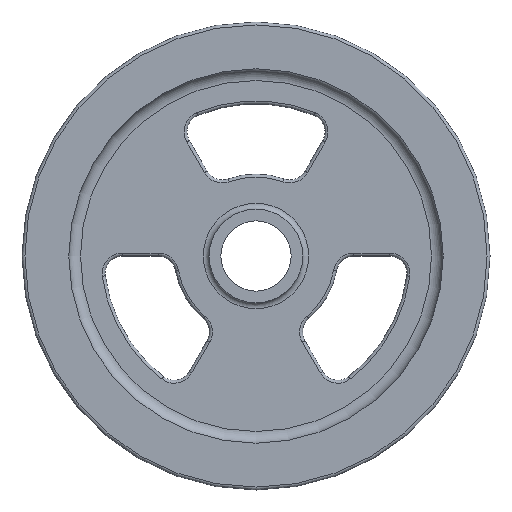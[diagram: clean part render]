
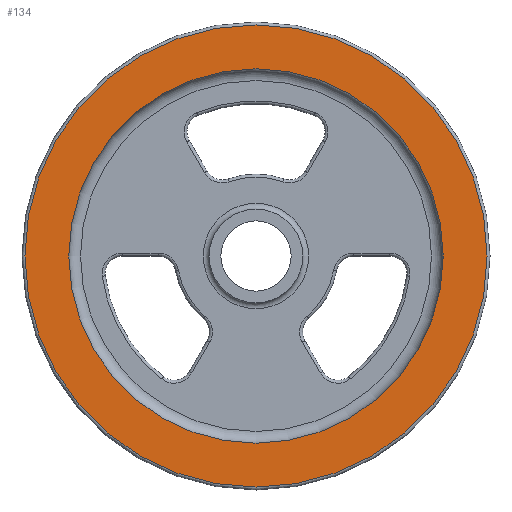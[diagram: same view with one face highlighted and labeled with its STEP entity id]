
A CAD part, front view. The second image highlights one B-rep face of the part: STEP entity #134.
In plain terms, the highlighted planar face has unit normal (0, -1, 0).
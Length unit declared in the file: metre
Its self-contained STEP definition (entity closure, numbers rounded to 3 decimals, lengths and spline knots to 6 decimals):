
#134 = ADVANCED_FACE( '', ( #348, #349 ), #350, .T. );
#348 = FACE_OUTER_BOUND( '', #665, .T. );
#349 = FACE_BOUND( '', #666, .T. );
#350 = PLANE( '', #667 );
#665 = EDGE_LOOP( '', ( #1013 ) );
#666 = EDGE_LOOP( '', ( #1014 ) );
#667 = AXIS2_PLACEMENT_3D( '', #1015, #1016, #1017 );
#1013 = ORIENTED_EDGE( '', *, *, #1745, .T. );
#1014 = ORIENTED_EDGE( '', *, *, #1746, .F. );
#1015 = CARTESIAN_POINT( '', ( 0., -0.00762, 0. ) );
#1016 = DIRECTION( '', ( 0., -1., 0. ) );
#1017 = DIRECTION( '', ( 1., 0., 0. ) );
#1745 = EDGE_CURVE( '', #2059, #2059, #2060, .T. );
#1746 = EDGE_CURVE( '', #2061, #2061, #2062, .T. );
#2059 = VERTEX_POINT( '', #2471 );
#2060 = CIRCLE( '', #2472, 0.062706 );
#2061 = VERTEX_POINT( '', #2473 );
#2062 = CIRCLE( '', #2474, 0.0508 );
#2471 = CARTESIAN_POINT( '', ( 0., -0.00762, -0.062706 ) );
#2472 = AXIS2_PLACEMENT_3D( '', #2912, #2913, #2914 );
#2473 = CARTESIAN_POINT( '', ( 0.0508, -0.00762, 0. ) );
#2474 = AXIS2_PLACEMENT_3D( '', #2915, #2916, #2917 );
#2912 = CARTESIAN_POINT( '', ( 0., -0.00762, 0. ) );
#2913 = DIRECTION( '', ( 0., -1., 0. ) );
#2914 = DIRECTION( '', ( 0., 0., -1. ) );
#2915 = CARTESIAN_POINT( '', ( 0., -0.00762, 0. ) );
#2916 = DIRECTION( '', ( 0., -1., 0. ) );
#2917 = DIRECTION( '', ( 1., 0., 0. ) );
